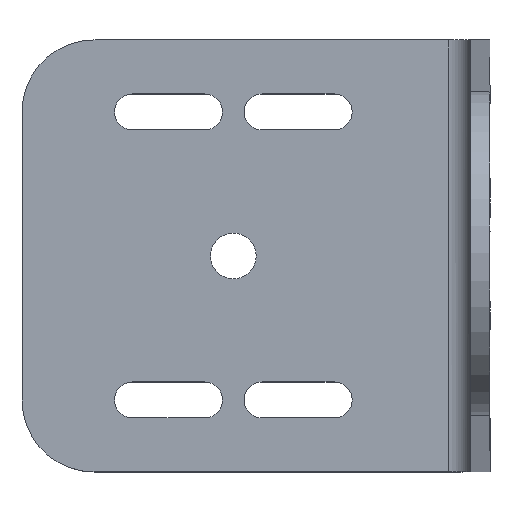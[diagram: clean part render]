
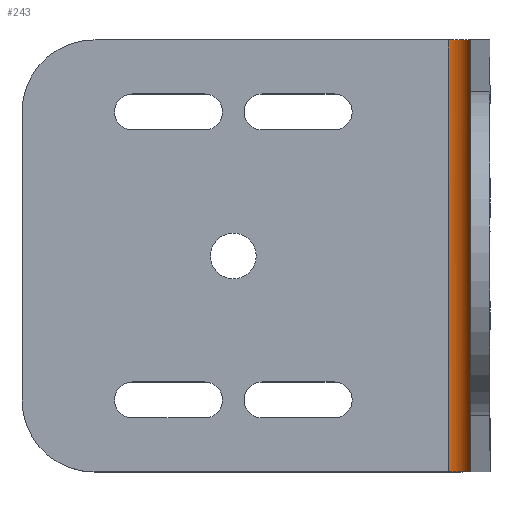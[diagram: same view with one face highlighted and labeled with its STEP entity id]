
A CAD part, top view. The second image highlights one B-rep face of the part: STEP entity #243.
In plain terms, the highlighted cylindrical face has radius 3.175 mm (diameter 6.35 mm), a partial arc.
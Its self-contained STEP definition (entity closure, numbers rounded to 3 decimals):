
#6 = EDGE_CURVE ( 'NONE', #974, #2108, #916, .T. ) ;
#10 = CARTESIAN_POINT ( 'NONE',  ( -0.643, 29.996, -181.426 ) ) ;
#40 = VECTOR ( 'NONE', #1492, 1000. ) ;
#138 = CARTESIAN_POINT ( 'NONE',  ( -3.182, -30., -182.65 ) ) ;
#148 = CARTESIAN_POINT ( 'NONE',  ( -1.231, -29.997, -182.014 ) ) ;
#161 = CARTESIAN_POINT ( 'NONE',  ( -2.766, -29.999, -182.65 ) ) ;
#179 = CARTESIAN_POINT ( 'NONE',  ( -2.351, 29.999, -182.567 ) ) ;
#188 = CARTESIAN_POINT ( 'NONE',  ( -3.182, 30., -182.65 ) ) ;
#243 = ADVANCED_FACE ( 'NONE', ( #413 ), #2066, .F. ) ;
#245 = VERTEX_POINT ( 'NONE', #188 ) ;
#266 = EDGE_LOOP ( 'NONE', ( #2284, #2367, #1582, #1551 ) ) ;
#354 = CARTESIAN_POINT ( 'NONE',  ( -2.766, 29.999, -182.65 ) ) ;
#398 = DIRECTION ( 'NONE',  ( 0., 0., -1. ) ) ;
#413 = FACE_OUTER_BOUND ( 'NONE', #266, .T. ) ;
#460 = CARTESIAN_POINT ( 'NONE',  ( -0.007, -29.993, -179.475 ) ) ;
#519 = CARTESIAN_POINT ( 'NONE',  ( -1.231, 29.997, -182.014 ) ) ;
#708 = AXIS2_PLACEMENT_3D ( 'NONE', #1839, #1147, #398 ) ;
#715 = CARTESIAN_POINT ( 'NONE',  ( -0.408, 29.995, -181.074 ) ) ;
#724 = CARTESIAN_POINT ( 'NONE',  ( -0.007, 29.993, -179.475 ) ) ;
#726 = CARTESIAN_POINT ( 'NONE',  ( -0.007, -30., -179.475 ) ) ;
#736 = CARTESIAN_POINT ( 'NONE',  ( -0.007, -29.993, -179.475 ) ) ;
#742 = CARTESIAN_POINT ( 'NONE',  ( -0.007, 29.993, -179.891 ) ) ;
#916 = LINE ( 'NONE', #726, #2190 ) ;
#974 = VERTEX_POINT ( 'NONE', #460 ) ;
#1041 = EDGE_CURVE ( 'NONE', #2108, #245, #1729, .T. ) ;
#1147 = DIRECTION ( 'NONE',  ( 0., -1., 0. ) ) ;
#1235 = CARTESIAN_POINT ( 'NONE',  ( -3.182, -30., -182.65 ) ) ;
#1349 = VERTEX_POINT ( 'NONE', #1235 ) ;
#1450 = CARTESIAN_POINT ( 'NONE',  ( -0.007, 29.993, -179.475 ) ) ;
#1454 = CARTESIAN_POINT ( 'NONE',  ( -0.408, -29.995, -181.074 ) ) ;
#1492 = DIRECTION ( 'NONE',  ( 0., -1., 0. ) ) ;
#1551 = ORIENTED_EDGE ( 'NONE', *, *, #1878, .T. ) ;
#1582 = ORIENTED_EDGE ( 'NONE', *, *, #2373, .T. ) ;
#1598 = B_SPLINE_CURVE_WITH_KNOTS ( 'NONE', 3,
 ( #138, #161, #1635, #1816, #148, #1649, #1454, #2392, #2217, #736 ),
 .UNSPECIFIED., .F., .F.,
 ( 4, 2, 2, 2, 4 ),
 ( 0., 0.25, 0.5, 0.75, 1. ),
 .UNSPECIFIED. ) ;
#1635 = CARTESIAN_POINT ( 'NONE',  ( -2.351, -29.999, -182.567 ) ) ;
#1649 = CARTESIAN_POINT ( 'NONE',  ( -0.643, -29.996, -181.426 ) ) ;
#1729 = B_SPLINE_CURVE_WITH_KNOTS ( 'NONE', 3,
 ( #1450, #742, #1823, #715, #10, #519, #2398, #179, #354, #2236 ),
 .UNSPECIFIED., .F., .F.,
 ( 4, 2, 2, 2, 4 ),
 ( 0., 0.25, 0.5, 0.75, 1. ),
 .UNSPECIFIED. ) ;
#1816 = CARTESIAN_POINT ( 'NONE',  ( -1.583, -29.998, -182.249 ) ) ;
#1823 = CARTESIAN_POINT ( 'NONE',  ( -0.089, 29.994, -180.306 ) ) ;
#1839 = CARTESIAN_POINT ( 'NONE',  ( -3.182, -30., -179.475 ) ) ;
#1878 = EDGE_CURVE ( 'NONE', #1349, #974, #1598, .T. ) ;
#1889 = CARTESIAN_POINT ( 'NONE',  ( -3.182, 30., -182.65 ) ) ;
#2066 = CYLINDRICAL_SURFACE ( 'NONE', #708, 3.175 ) ;
#2108 = VERTEX_POINT ( 'NONE', #724 ) ;
#2180 = DIRECTION ( 'NONE',  ( 0., 1., 0. ) ) ;
#2190 = VECTOR ( 'NONE', #2180, 1000. ) ;
#2217 = CARTESIAN_POINT ( 'NONE',  ( -0.007, -29.993, -179.891 ) ) ;
#2236 = CARTESIAN_POINT ( 'NONE',  ( -3.182, 30., -182.65 ) ) ;
#2264 = LINE ( 'NONE', #1889, #40 ) ;
#2284 = ORIENTED_EDGE ( 'NONE', *, *, #6, .T. ) ;
#2367 = ORIENTED_EDGE ( 'NONE', *, *, #1041, .T. ) ;
#2373 = EDGE_CURVE ( 'NONE', #245, #1349, #2264, .T. ) ;
#2392 = CARTESIAN_POINT ( 'NONE',  ( -0.089, -29.994, -180.306 ) ) ;
#2398 = CARTESIAN_POINT ( 'NONE',  ( -1.583, 29.998, -182.249 ) ) ;
